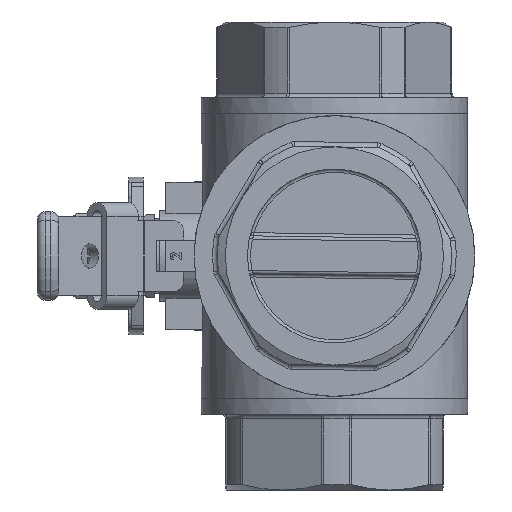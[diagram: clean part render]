
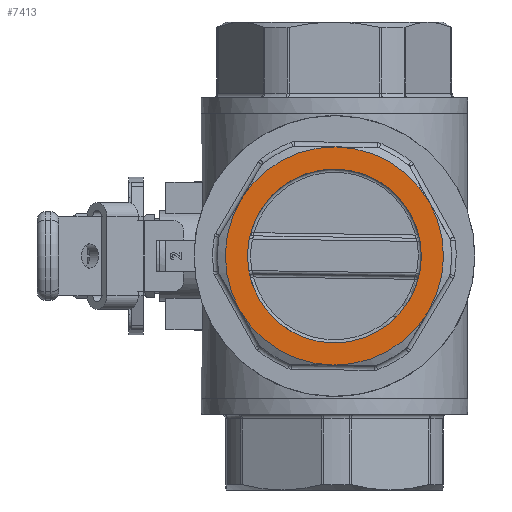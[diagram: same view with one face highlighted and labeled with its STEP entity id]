
A CAD part, left-side view. The second image highlights one B-rep face of the part: STEP entity #7413.
In plain terms, the highlighted planar face has unit normal (-1, 0, 0).
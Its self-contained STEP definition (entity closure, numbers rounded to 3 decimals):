
#2082=ORIENTED_EDGE('',*,*,#4140,.T.);
#2083=ORIENTED_EDGE('',*,*,#4124,.T.);
#2084=ORIENTED_EDGE('',*,*,#4128,.T.);
#2085=ORIENTED_EDGE('',*,*,#4131,.T.);
#2086=ORIENTED_EDGE('',*,*,#4133,.T.);
#2087=ORIENTED_EDGE('',*,*,#4137,.T.);
#2088=ORIENTED_EDGE('',*,*,#4041,.T.);
#4041=EDGE_CURVE('',#5111,#5111,#5729,.T.);
#4124=EDGE_CURVE('',#5133,#5138,#5761,.T.);
#4128=EDGE_CURVE('',#5138,#5143,#5762,.T.);
#4131=EDGE_CURVE('',#5143,#5118,#5763,.T.);
#4133=EDGE_CURVE('',#5118,#5123,#5764,.T.);
#4137=EDGE_CURVE('',#5123,#5128,#5765,.T.);
#4140=EDGE_CURVE('',#5128,#5133,#5766,.T.);
#5111=VERTEX_POINT('',#11979);
#5118=VERTEX_POINT('',#11999);
#5123=VERTEX_POINT('',#12016);
#5128=VERTEX_POINT('',#12033);
#5133=VERTEX_POINT('',#12050);
#5138=VERTEX_POINT('',#12067);
#5143=VERTEX_POINT('',#12084);
#5729=CIRCLE('',#7927,27.5);
#5761=CIRCLE('',#7975,34.5);
#5762=CIRCLE('',#7977,34.5);
#5763=CIRCLE('',#7979,34.5);
#5764=CIRCLE('',#7981,34.5);
#5765=CIRCLE('',#7983,34.5);
#5766=CIRCLE('',#7985,34.5);
#6201=EDGE_LOOP('',(#2082,#2083,#2084,#2085,#2086,#2087));
#6202=EDGE_LOOP('',(#2088));
#6723=FACE_BOUND('',#6201,.T.);
#6724=FACE_BOUND('',#6202,.T.);
#7178=PLANE('',#7986);
#7413=ADVANCED_FACE('',(#6723,#6724),#7178,.T.);
#7927=AXIS2_PLACEMENT_3D('',#11978,#9035,#9036);
#7975=AXIS2_PLACEMENT_3D('',#12197,#9169,#9170);
#7977=AXIS2_PLACEMENT_3D('',#12211,#9173,#9174);
#7979=AXIS2_PLACEMENT_3D('',#12221,#9177,#9178);
#7981=AXIS2_PLACEMENT_3D('',#12227,#9181,#9182);
#7983=AXIS2_PLACEMENT_3D('',#12241,#9185,#9186);
#7985=AXIS2_PLACEMENT_3D('',#12251,#9189,#9190);
#7986=AXIS2_PLACEMENT_3D('',#12252,#9191,#9192);
#9035=DIRECTION('',(1.,0.,0.));
#9036=DIRECTION('',(0.,0.015,-1.));
#9169=DIRECTION('',(-1.,0.,0.));
#9170=DIRECTION('',(0.,-0.015,1.));
#9173=DIRECTION('',(-1.,0.,0.));
#9174=DIRECTION('',(0.,-0.015,1.));
#9177=DIRECTION('',(-1.,0.,0.));
#9178=DIRECTION('',(0.,-0.015,1.));
#9181=DIRECTION('',(-1.,0.,0.));
#9182=DIRECTION('',(0.,-0.015,1.));
#9185=DIRECTION('',(-1.,0.,0.));
#9186=DIRECTION('',(0.,-0.015,1.));
#9189=DIRECTION('',(-1.,0.,0.));
#9190=DIRECTION('',(0.,-0.015,1.));
#9191=DIRECTION('',(-1.,0.,0.));
#9192=DIRECTION('',(0.,-0.015,1.));
#11978=CARTESIAN_POINT('',(-63.,0.,0.));
#11979=CARTESIAN_POINT('',(-63.,0.399,-27.497));
#11999=CARTESIAN_POINT('',(-63.,0.501,-34.496));
#12016=CARTESIAN_POINT('',(-63.,-29.624,-17.682));
#12033=CARTESIAN_POINT('',(-63.,-30.125,16.815));
#12050=CARTESIAN_POINT('',(-63.,-0.501,34.496));
#12067=CARTESIAN_POINT('',(-63.,29.624,17.682));
#12084=CARTESIAN_POINT('',(-63.,30.125,-16.815));
#12197=CARTESIAN_POINT('',(-63.,0.,0.));
#12211=CARTESIAN_POINT('',(-63.,0.,0.));
#12221=CARTESIAN_POINT('',(-63.,0.,0.));
#12227=CARTESIAN_POINT('',(-63.,0.,0.));
#12241=CARTESIAN_POINT('',(-63.,0.,0.));
#12251=CARTESIAN_POINT('',(-63.,0.,0.));
#12252=CARTESIAN_POINT('',(-63.,28.497,0.414));
